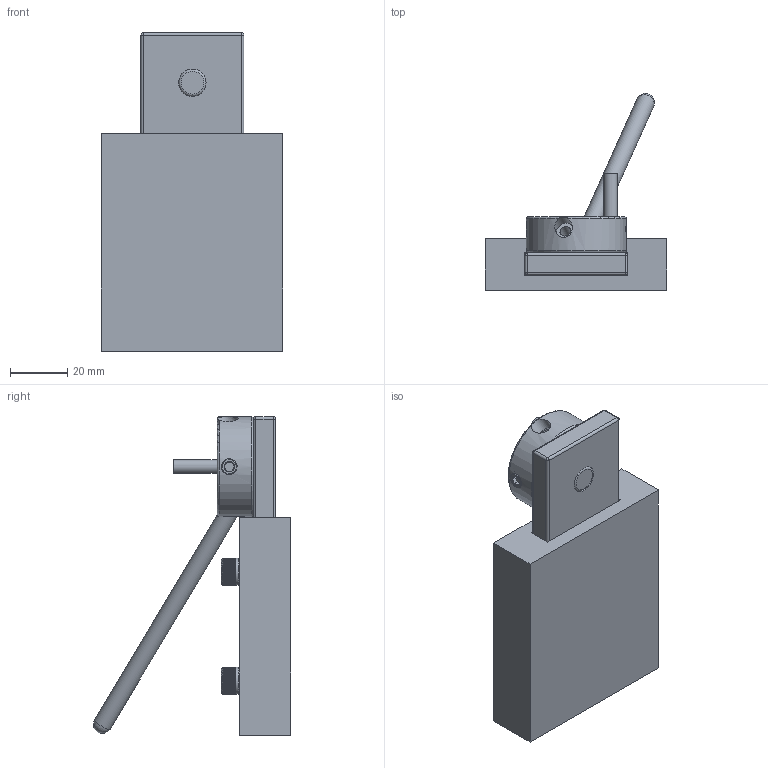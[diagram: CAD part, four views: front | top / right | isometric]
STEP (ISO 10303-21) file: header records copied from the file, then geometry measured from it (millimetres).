
FILE_DESCRIPTION(/* description */ (''),/* implementation_level */ '2;1');
FILE_NAME(/* name */ 'ball-turner-final v6.step',/* time_stamp */ '2023-07-30T09:33:48-07:00',/* author */ (''),/* organization */ (''),/* preprocessor_version */ 'ST-DEVELOPER v20',/* originating_system */ 'Autodesk Translation Framework v12.9.0.99',/* authorisation */ '');
FILE_SCHEMA (('AUTOMOTIVE_DESIGN { 1 0 10303 214 3 1 1 }'));
Length unit declared in the file: inch
Products named in the file (10): ball-turner-final; Tee assy; tee body; SHCS 1/4-28 x 9/16; puck assy; puck body; set screw 1/4-28 x 3/16; cutter; handle; compound
Assembly tree (13 placements, depth 3):
  ball-turner-final
    Tee assy
      tee body
      SHCS 1/4-28 x 9/16  x4
    puck assy
      puck body
      set screw 1/4-28 x 3/16  x2
      cutter
      handle
    compound
Bounding box: 63.5 x 68.95 x 111.38 mm (x, y, z)
Volume: 112514.1 mm3; surface area: 39943.3 mm2
Topology: 11 solids, 11 shells, 2359 faces, 5275 edges, 3477 vertices
Faces by surface type: plane 2235, cone 57, cylinder 50, sphere 13, torus 4
Full cylindrical faces by diameter (mm): 3.823 x2, 4.735 x1, 4.775 x1, 4.788 x4, 5.474 x5, 6.35 x7, 6.375 x2, 9.525 x5, 9.55 x1, 34.925 x1
Entity records: 19170 total; most frequent: CARTESIAN_POINT 3552, DIRECTION 3234, ORIENTED_EDGE 2996, EDGE_CURVE 1498, LINE 1078, VECTOR 1078, AXIS2_PLACEMENT_3D 1078, VERTEX_POINT 980
